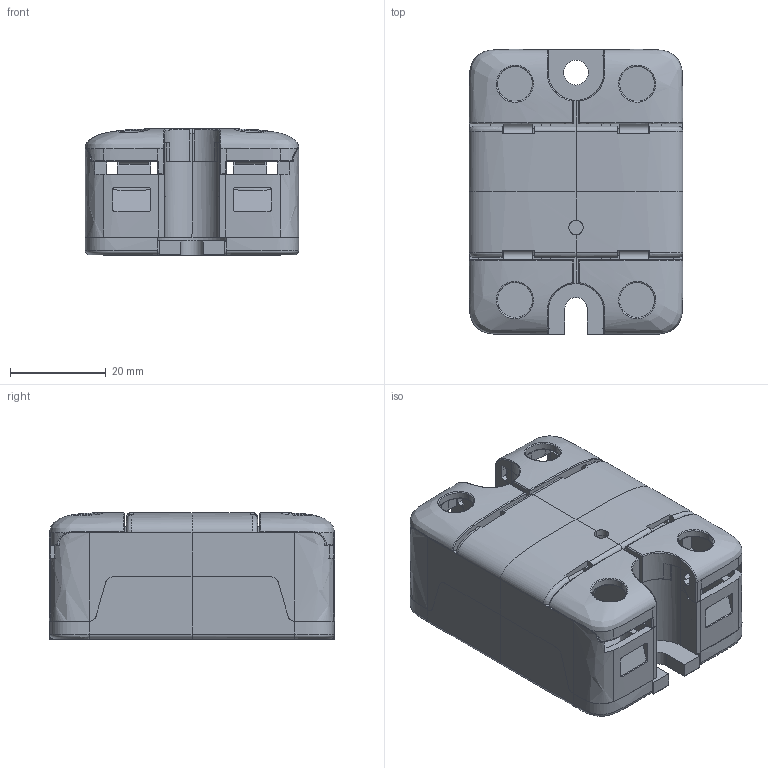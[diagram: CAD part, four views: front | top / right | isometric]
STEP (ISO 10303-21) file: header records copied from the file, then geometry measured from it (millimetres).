
FILE_DESCRIPTION (( 'STEP AP203' ), '1' );
FILE_NAME ('Ñáîðêà1.STEP', '2024-10-23T16:29:52', ( '' ), ( '' ), 'SwSTEP 2.0', 'SolidWorks 2022', '' );
FILE_SCHEMA (( 'CONFIG_CONTROL_DESIGN' ));
Length unit declared in the file: millimetre
Products named in the file (1): Сборка1
Bounding box: 44.57 x 59.47 x 26.44 mm (x, y, z)
Volume: 24440.8 mm3; surface area: 28244.6 mm2
Topology: 11 solids, 11 shells, 929 faces, 2630 edges, 1699 vertices
Faces by surface type: plane 491, bspline 290, cylinder 148
Entity records: 62863 total; most frequent: CARTESIAN_POINT 45110, ORIENTED_EDGE 5240, EDGE_CURVE 2620, B_SPLINE_CURVE_WITH_KNOTS 2367, VERTEX_POINT 1699, DIRECTION 1320, EDGE_LOOP 961, ADVANCED_FACE 929
